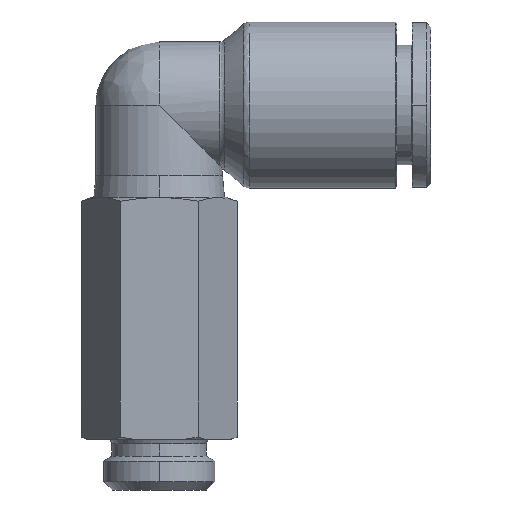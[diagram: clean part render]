
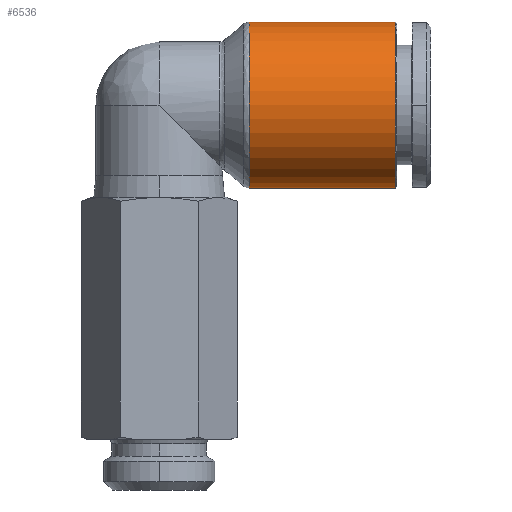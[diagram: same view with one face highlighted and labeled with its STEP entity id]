
A CAD part, front view. The second image highlights one B-rep face of the part: STEP entity #6536.
In plain terms, the highlighted cylindrical face has radius 9.85 mm (diameter 19.7 mm), a partial arc.
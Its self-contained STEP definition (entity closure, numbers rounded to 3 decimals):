
#75 = ORIENTED_EDGE ( 'NONE', *, *, #1482, .T. ) ;
#814 = CARTESIAN_POINT ( 'NONE',  ( -4.764, 0., 9.85 ) ) ;
#1202 = CIRCLE ( 'NONE', #3560, 9.85 ) ;
#1482 = EDGE_CURVE ( 'NONE', #12692, #3194, #4608, .T. ) ;
#1484 = VERTEX_POINT ( 'NONE', #6240 ) ;
#1738 = VERTEX_POINT ( 'NONE', #1818 ) ;
#1818 = CARTESIAN_POINT ( 'NONE',  ( 12.572, 0., 9.85 ) ) ;
#1886 = DIRECTION ( 'NONE',  ( -1., 0., 0. ) ) ;
#2936 = CARTESIAN_POINT ( 'NONE',  ( 12.572, 0., 0. ) ) ;
#3194 = VERTEX_POINT ( 'NONE', #3579 ) ;
#3292 = EDGE_CURVE ( 'NONE', #12692, #1738, #8468, .T. ) ;
#3560 = AXIS2_PLACEMENT_3D ( 'NONE', #12180, #13512, #8817 ) ;
#3579 = CARTESIAN_POINT ( 'NONE',  ( -4.764, 0., -9.85 ) ) ;
#3678 = ORIENTED_EDGE ( 'NONE', *, *, #6840, .T. ) ;
#4405 = ORIENTED_EDGE ( 'NONE', *, *, #11661, .T. ) ;
#4407 = VECTOR ( 'NONE', #10684, 1000. ) ;
#4608 = CIRCLE ( 'NONE', #10605, 9.85 ) ;
#5062 = DIRECTION ( 'NONE',  ( 0., 0., -1. ) ) ;
#5792 = EDGE_CURVE ( 'NONE', #3194, #1484, #13233, .T. ) ;
#5966 = DIRECTION ( 'NONE',  ( 0., 0., -1. ) ) ;
#6240 = CARTESIAN_POINT ( 'NONE',  ( 12.572, 0., -9.85 ) ) ;
#6301 = CARTESIAN_POINT ( 'NONE',  ( -4.764, 0., 0. ) ) ;
#6536 = ADVANCED_FACE ( 'NONE', ( #10870 ), #8866, .T. ) ;
#6840 = EDGE_CURVE ( 'NONE', #7269, #1738, #12148, .T. ) ;
#7269 = VERTEX_POINT ( 'NONE', #8353 ) ;
#7889 = ORIENTED_EDGE ( 'NONE', *, *, #3292, .F. ) ;
#8353 = CARTESIAN_POINT ( 'NONE',  ( 12.572, -9.85, 0. ) ) ;
#8468 = LINE ( 'NONE', #9639, #12143 ) ;
#8476 = CARTESIAN_POINT ( 'NONE',  ( 2.872, 0., -9.85 ) ) ;
#8505 = ORIENTED_EDGE ( 'NONE', *, *, #5792, .T. ) ;
#8640 = DIRECTION ( 'NONE',  ( 0., 0., -1. ) ) ;
#8817 = DIRECTION ( 'NONE',  ( 0., 0., -1. ) ) ;
#8866 = CYLINDRICAL_SURFACE ( 'NONE', #10434, 9.85 ) ;
#9639 = CARTESIAN_POINT ( 'NONE',  ( 2.872, 0., 9.85 ) ) ;
#10434 = AXIS2_PLACEMENT_3D ( 'NONE', #11576, #12708, #5966 ) ;
#10605 = AXIS2_PLACEMENT_3D ( 'NONE', #6301, #12097, #5062 ) ;
#10684 = DIRECTION ( 'NONE',  ( 1., 0., 0. ) ) ;
#10870 = FACE_OUTER_BOUND ( 'NONE', #13318, .T. ) ;
#11576 = CARTESIAN_POINT ( 'NONE',  ( 2.872, 0., 0. ) ) ;
#11661 = EDGE_CURVE ( 'NONE', #1484, #7269, #1202, .T. ) ;
#11713 = AXIS2_PLACEMENT_3D ( 'NONE', #2936, #1886, #8640 ) ;
#12097 = DIRECTION ( 'NONE',  ( 1., 0., 0. ) ) ;
#12143 = VECTOR ( 'NONE', #14287, 1000. ) ;
#12148 = CIRCLE ( 'NONE', #11713, 9.85 ) ;
#12180 = CARTESIAN_POINT ( 'NONE',  ( 12.572, 0., 0. ) ) ;
#12692 = VERTEX_POINT ( 'NONE', #814 ) ;
#12708 = DIRECTION ( 'NONE',  ( 1., 0., 0. ) ) ;
#13233 = LINE ( 'NONE', #8476, #4407 ) ;
#13318 = EDGE_LOOP ( 'NONE', ( #7889, #75, #8505, #4405, #3678 ) ) ;
#13512 = DIRECTION ( 'NONE',  ( -1., 0., 0. ) ) ;
#14287 = DIRECTION ( 'NONE',  ( 1., 0., 0. ) ) ;
